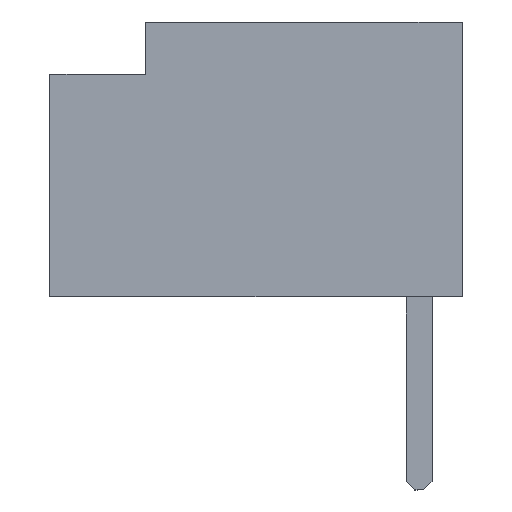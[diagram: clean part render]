
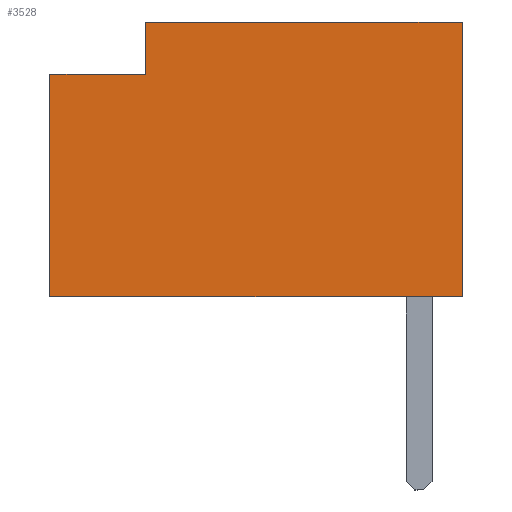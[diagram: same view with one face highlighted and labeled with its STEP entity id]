
A CAD part, left-side view. The second image highlights one B-rep face of the part: STEP entity #3528.
In plain terms, the highlighted planar face has unit normal (-1, 0, 0).
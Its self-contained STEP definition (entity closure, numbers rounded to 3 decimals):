
#194=FACE_OUTER_BOUND('',#394,.T.);
#394=EDGE_LOOP('',(#2543,#2544,#2545,#2546,#2547,#2548));
#571=LINE('',#4774,#1031);
#614=LINE('',#4861,#1074);
#721=LINE('',#5301,#1181);
#729=LINE('',#5318,#1189);
#736=LINE('',#5330,#1196);
#741=LINE('',#5339,#1201);
#1031=VECTOR('',#3922,1.);
#1074=VECTOR('',#3971,1.);
#1181=VECTOR('',#4098,1.);
#1189=VECTOR('',#4110,1.);
#1196=VECTOR('',#4121,1.);
#1201=VECTOR('',#4130,1.);
#1491=VERTEX_POINT('',#4771);
#1492=VERTEX_POINT('',#4773);
#1533=VERTEX_POINT('',#4859);
#1640=VERTEX_POINT('',#5299);
#1647=VERTEX_POINT('',#5317);
#1650=VERTEX_POINT('',#5329);
#1829=EDGE_CURVE('',#1492,#1491,#571,.T.);
#1872=EDGE_CURVE('',#1491,#1533,#614,.T.);
#1991=EDGE_CURVE('',#1640,#1533,#721,.T.);
#1999=EDGE_CURVE('',#1647,#1492,#729,.T.);
#2006=EDGE_CURVE('',#1650,#1647,#736,.T.);
#2011=EDGE_CURVE('',#1650,#1640,#741,.T.);
#2543=ORIENTED_EDGE('',*,*,#2006,.T.);
#2544=ORIENTED_EDGE('',*,*,#1999,.T.);
#2545=ORIENTED_EDGE('',*,*,#1829,.T.);
#2546=ORIENTED_EDGE('',*,*,#1872,.T.);
#2547=ORIENTED_EDGE('',*,*,#1991,.F.);
#2548=ORIENTED_EDGE('',*,*,#2011,.F.);
#3365=PLANE('',#3732);
#3528=ADVANCED_FACE('',(#194),#3365,.F.);
#3732=AXIS2_PLACEMENT_3D('',#5338,#4128,#4129);
#3922=DIRECTION('',(0.,0.,-1.));
#3971=DIRECTION('',(0.,-1.,0.));
#4098=DIRECTION('',(0.,0.,-1.));
#4110=DIRECTION('',(0.,1.,0.));
#4121=DIRECTION('',(0.,0.,-1.));
#4128=DIRECTION('center_axis',(1.,0.,0.));
#4129=DIRECTION('ref_axis',(0.,1.,0.));
#4130=DIRECTION('',(0.,-1.,0.));
#4771=CARTESIAN_POINT('',(-3.425,4.3,0.));
#4773=CARTESIAN_POINT('',(-3.425,4.3,2.589));
#4774=CARTESIAN_POINT('',(-3.425,4.3,3.2));
#4859=CARTESIAN_POINT('',(-3.425,-0.5,0.));
#4861=CARTESIAN_POINT('',(-3.425,4.3,0.));
#5299=CARTESIAN_POINT('',(-3.425,-0.5,3.2));
#5301=CARTESIAN_POINT('',(-3.425,-0.5,3.2));
#5317=CARTESIAN_POINT('',(-3.425,3.188,2.589));
#5318=CARTESIAN_POINT('',(-3.425,4.3,2.589));
#5329=CARTESIAN_POINT('',(-3.425,3.188,3.2));
#5330=CARTESIAN_POINT('',(-3.425,3.188,3.2));
#5338=CARTESIAN_POINT('Origin',(-3.425,4.3,3.2));
#5339=CARTESIAN_POINT('',(-3.425,4.3,3.2));
